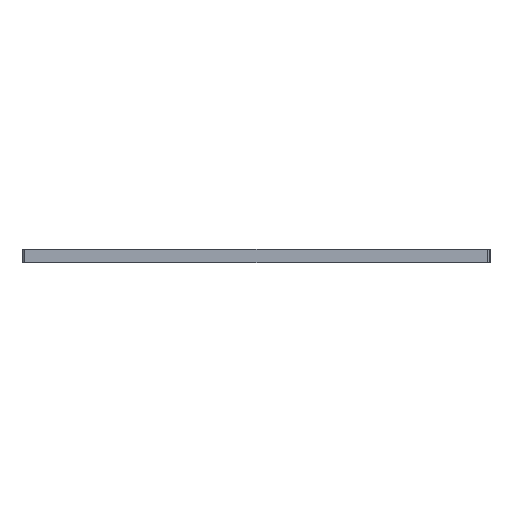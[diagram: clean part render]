
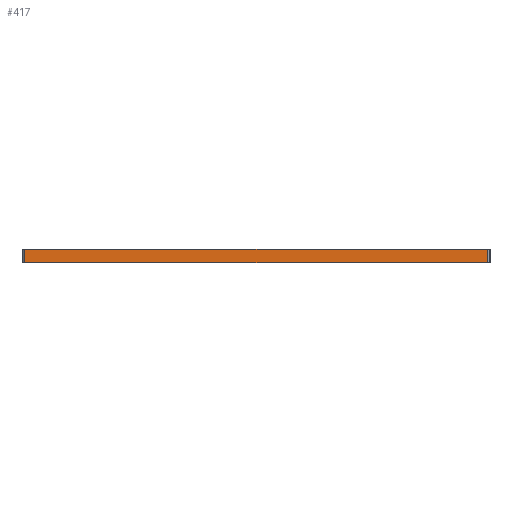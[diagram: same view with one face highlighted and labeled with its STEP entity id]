
A CAD part, left-side view. The second image highlights one B-rep face of the part: STEP entity #417.
In plain terms, the highlighted planar face has unit normal (-1, 0, 0).
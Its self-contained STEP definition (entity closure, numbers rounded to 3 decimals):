
#417 = ADVANCED_FACE ( 'NONE', ( #6462 ), #7371, .T. ) ;
#699 = VECTOR ( 'NONE', #5854, 1000. ) ;
#971 = DIRECTION ( 'NONE',  ( -1., 0., 0. ) ) ;
#1032 = DIRECTION ( 'NONE',  ( 0., 1., 0. ) ) ;
#1226 = CARTESIAN_POINT ( 'NONE',  ( -75., 140., 0. ) ) ;
#1534 = VERTEX_POINT ( 'NONE', #6817 ) ;
#1660 = VECTOR ( 'NONE', #1032, 1000. ) ;
#1732 = VERTEX_POINT ( 'NONE', #11854 ) ;
#1880 = CARTESIAN_POINT ( 'NONE',  ( -75., 140., 10. ) ) ;
#1903 = ORIENTED_EDGE ( 'NONE', *, *, #10972, .T. ) ;
#2133 = AXIS2_PLACEMENT_3D ( 'NONE', #8322, #971, #10084 ) ;
#2164 = DIRECTION ( 'NONE',  ( 0., 0., -1. ) ) ;
#3029 = CARTESIAN_POINT ( 'NONE',  ( -75., -28., 0. ) ) ;
#3064 = CARTESIAN_POINT ( 'NONE',  ( -75., 308., 10. ) ) ;
#3668 = VECTOR ( 'NONE', #5869, 1000. ) ;
#4072 = LINE ( 'NONE', #1226, #3668 ) ;
#4146 = ORIENTED_EDGE ( 'NONE', *, *, #9696, .T. ) ;
#4199 = EDGE_CURVE ( 'NONE', #6051, #1534, #9351, .T. ) ;
#4527 = EDGE_LOOP ( 'NONE', ( #4146, #1903, #10405, #6140 ) ) ;
#4971 = CARTESIAN_POINT ( 'NONE',  ( -75., -28., 10. ) ) ;
#5430 = VERTEX_POINT ( 'NONE', #3029 ) ;
#5838 = VECTOR ( 'NONE', #2164, 1000. ) ;
#5854 = DIRECTION ( 'NONE',  ( 0., 0., 1. ) ) ;
#5869 = DIRECTION ( 'NONE',  ( 0., -1., 0. ) ) ;
#6051 = VERTEX_POINT ( 'NONE', #3064 ) ;
#6140 = ORIENTED_EDGE ( 'NONE', *, *, #4199, .T. ) ;
#6353 = LINE ( 'NONE', #1880, #1660 ) ;
#6462 = FACE_OUTER_BOUND ( 'NONE', #4527, .T. ) ;
#6642 = CARTESIAN_POINT ( 'NONE',  ( -75., 308., 0. ) ) ;
#6817 = CARTESIAN_POINT ( 'NONE',  ( -75., 308., 0. ) ) ;
#7371 = PLANE ( 'NONE',  #2133 ) ;
#8322 = CARTESIAN_POINT ( 'NONE',  ( -75., 0., 0. ) ) ;
#9351 = LINE ( 'NONE', #6642, #5838 ) ;
#9596 = LINE ( 'NONE', #4971, #699 ) ;
#9696 = EDGE_CURVE ( 'NONE', #1534, #5430, #4072, .T. ) ;
#10084 = DIRECTION ( 'NONE',  ( 0., 0., 1. ) ) ;
#10405 = ORIENTED_EDGE ( 'NONE', *, *, #10836, .T. ) ;
#10836 = EDGE_CURVE ( 'NONE', #1732, #6051, #6353, .T. ) ;
#10972 = EDGE_CURVE ( 'NONE', #5430, #1732, #9596, .T. ) ;
#11854 = CARTESIAN_POINT ( 'NONE',  ( -75., -28., 10. ) ) ;
